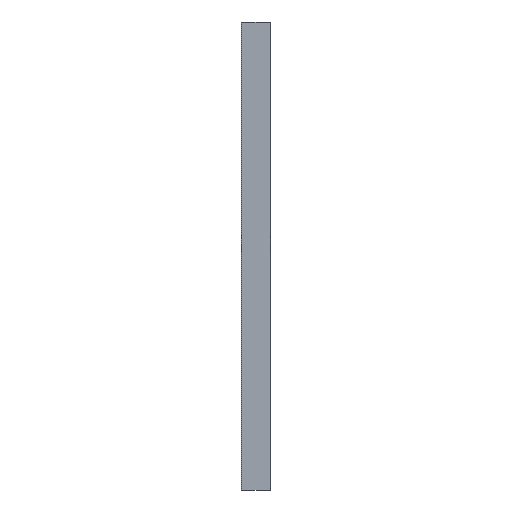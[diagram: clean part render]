
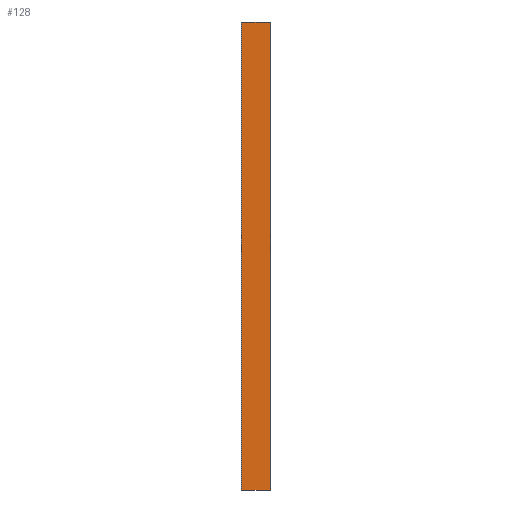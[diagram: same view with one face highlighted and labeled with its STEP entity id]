
A CAD part, front view. The second image highlights one B-rep face of the part: STEP entity #128.
In plain terms, the highlighted planar face has unit normal (0, -1, 0).
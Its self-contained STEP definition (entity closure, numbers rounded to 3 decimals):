
#17 = VERTEX_POINT ( 'NONE', #590 ) ;
#33 = CARTESIAN_POINT ( 'NONE',  ( -61.5, 82.4, 1500. ) ) ;
#40 = ORIENTED_EDGE ( 'NONE', *, *, #429, .F. ) ;
#47 = VECTOR ( 'NONE', #81, 1000. ) ;
#50 = VECTOR ( 'NONE', #418, 1000. ) ;
#71 = ORIENTED_EDGE ( 'NONE', *, *, #556, .T. ) ;
#81 = DIRECTION ( 'NONE',  ( 1., 0., 0. ) ) ;
#84 = CARTESIAN_POINT ( 'NONE',  ( -61.5, 82.4, 1500. ) ) ;
#91 = CARTESIAN_POINT ( 'NONE',  ( -61.5, 82.4, 0. ) ) ;
#114 = VERTEX_POINT ( 'NONE', #351 ) ;
#128 = ADVANCED_FACE ( 'NONE', ( #362 ), #324, .F. ) ;
#152 = LINE ( 'NONE', #91, #516 ) ;
#178 = ORIENTED_EDGE ( 'NONE', *, *, #481, .F. ) ;
#189 = VECTOR ( 'NONE', #478, 1000. ) ;
#204 = AXIS2_PLACEMENT_3D ( 'NONE', #292, #288, #286 ) ;
#246 = VERTEX_POINT ( 'NONE', #438 ) ;
#274 = DIRECTION ( 'NONE',  ( 0., 0., 1. ) ) ;
#286 = DIRECTION ( 'NONE',  ( 0., 0., 1. ) ) ;
#288 = DIRECTION ( 'NONE',  ( 0., 1., 0. ) ) ;
#292 = CARTESIAN_POINT ( 'NONE',  ( 42., 82.4, 0. ) ) ;
#295 = EDGE_CURVE ( 'NONE', #17, #114, #348, .T. ) ;
#296 = CARTESIAN_POINT ( 'NONE',  ( 0., 82.4, -500. ) ) ;
#324 = PLANE ( 'NONE',  #204 ) ;
#348 = LINE ( 'NONE', #475, #189 ) ;
#351 = CARTESIAN_POINT ( 'NONE',  ( 61.5, 82.4, -500. ) ) ;
#362 = FACE_OUTER_BOUND ( 'NONE', #517, .T. ) ;
#418 = DIRECTION ( 'NONE',  ( 1., 0., 0. ) ) ;
#429 = EDGE_CURVE ( 'NONE', #246, #493, #152, .T. ) ;
#438 = CARTESIAN_POINT ( 'NONE',  ( -61.5, 82.4, -500. ) ) ;
#442 = LINE ( 'NONE', #296, #50 ) ;
#475 = CARTESIAN_POINT ( 'NONE',  ( 61.5, 82.4, 0. ) ) ;
#478 = DIRECTION ( 'NONE',  ( 0., 0., -1. ) ) ;
#481 = EDGE_CURVE ( 'NONE', #493, #17, #560, .T. ) ;
#493 = VERTEX_POINT ( 'NONE', #84 ) ;
#507 = ORIENTED_EDGE ( 'NONE', *, *, #295, .F. ) ;
#516 = VECTOR ( 'NONE', #274, 1000. ) ;
#517 = EDGE_LOOP ( 'NONE', ( #40, #71, #507, #178 ) ) ;
#556 = EDGE_CURVE ( 'NONE', #246, #114, #442, .T. ) ;
#560 = LINE ( 'NONE', #33, #47 ) ;
#590 = CARTESIAN_POINT ( 'NONE',  ( 61.5, 82.4, 1500. ) ) ;
